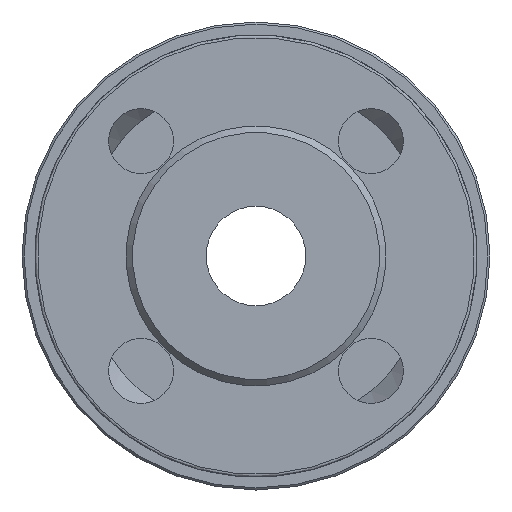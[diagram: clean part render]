
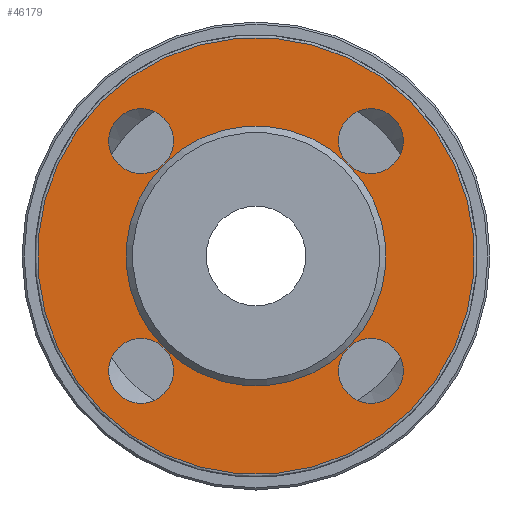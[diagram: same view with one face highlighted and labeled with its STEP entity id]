
A CAD part, front view. The second image highlights one B-rep face of the part: STEP entity #46179.
In plain terms, the highlighted free-form (B-spline) face has degree [1, 1] with [2, 2] control points.
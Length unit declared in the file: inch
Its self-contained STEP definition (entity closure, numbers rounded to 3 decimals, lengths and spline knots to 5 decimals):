
#46052=CARTESIAN_POINT('',(3.97839,-10.7367,23.17359));
#46053=VERTEX_POINT('',#46052);
#46054=CARTESIAN_POINT('',(2.49347,-9.25177,23.17359));
#46055=DIRECTION('',(0.,0.,1.));
#46056=DIRECTION('',(-0.707,0.707,0.));
#46057=AXIS2_PLACEMENT_3D('',#46054,#46055,#46056);
#46058=CIRCLE('',#46057,2.1);
#46059=EDGE_CURVE('',#46053,#46053,#46058,.T.);
#46105=CARTESIAN_POINT('',(6.69347,-9.25177,23.17359));
#46106=CARTESIAN_POINT('',(2.49347,-5.05177,23.17359));
#46107=CARTESIAN_POINT('',(2.49347,-13.45177,23.17359));
#46108=CARTESIAN_POINT('',(-1.70653,-9.25177,23.17359));
#46109=B_SPLINE_SURFACE_WITH_KNOTS('',1,1,((#46105,#46107),(#46106,#46108)),.UNSPECIFIED.,.F.,.F.,.U.,(2,2),(2,2),(0.0,5.9397),(0.0,5.9397),.UNSPECIFIED.);
#46110=ORIENTED_EDGE('',*,*,#46059,.T.);
#46111=EDGE_LOOP('',(#46110));
#46112=FACE_OUTER_BOUND('',#46111,.T.);
#46113=CARTESIAN_POINT('',(3.37735,-10.13566,23.17359));
#46114=VERTEX_POINT('',#46113);
#46115=CARTESIAN_POINT('',(3.59832,-10.35663,23.17359));
#46116=DIRECTION('',(0.,0.,-1.));
#46117=DIRECTION('',(0.707,-0.707,0.));
#46118=AXIS2_PLACEMENT_3D('',#46115,#46116,#46117);
#46119=CIRCLE('',#46118,0.3125);
#46120=EDGE_CURVE('',#46114,#46114,#46119,.T.);
#46121=ORIENTED_EDGE('',*,*,#46120,.T.);
#46122=CARTESIAN_POINT('',(1.60959,-10.13566,23.17359));
#46123=VERTEX_POINT('',#46122);
#46124=CARTESIAN_POINT('',(2.49347,-9.25177,23.17359));
#46125=DIRECTION('',(0.,0.,1.));
#46126=DIRECTION('',(-0.707,0.707,0.));
#46127=AXIS2_PLACEMENT_3D('',#46124,#46125,#46126);
#46128=CIRCLE('',#46127,1.25);
#46129=EDGE_CURVE('',#46123,#46114,#46128,.T.);
#46130=ORIENTED_EDGE('',*,*,#46129,.F.);
#46131=CARTESIAN_POINT('',(1.38862,-10.35663,23.17359));
#46132=DIRECTION('',(0.,0.,-1.));
#46133=DIRECTION('',(0.707,-0.707,0.));
#46134=AXIS2_PLACEMENT_3D('',#46131,#46132,#46133);
#46135=CIRCLE('',#46134,0.3125);
#46136=EDGE_CURVE('',#46123,#46123,#46135,.T.);
#46137=ORIENTED_EDGE('',*,*,#46136,.T.);
#46138=CARTESIAN_POINT('',(1.60959,-8.36789,23.17359));
#46139=VERTEX_POINT('',#46138);
#46140=CARTESIAN_POINT('',(2.49347,-9.25177,23.17359));
#46141=DIRECTION('',(0.,0.,1.));
#46142=DIRECTION('',(-0.707,0.707,0.));
#46143=AXIS2_PLACEMENT_3D('',#46140,#46141,#46142);
#46144=CIRCLE('',#46143,1.25);
#46145=EDGE_CURVE('',#46139,#46123,#46144,.T.);
#46146=ORIENTED_EDGE('',*,*,#46145,.F.);
#46147=CARTESIAN_POINT('',(1.38862,-8.14692,23.17359));
#46148=DIRECTION('',(0.,0.,1.));
#46149=DIRECTION('',(0.707,-0.707,0.));
#46150=AXIS2_PLACEMENT_3D('',#46147,#46148,#46149);
#46151=CIRCLE('',#46150,0.3125);
#46152=EDGE_CURVE('',#46139,#46139,#46151,.T.);
#46153=ORIENTED_EDGE('',*,*,#46152,.F.);
#46154=CARTESIAN_POINT('',(3.37735,-8.36789,23.17359));
#46155=VERTEX_POINT('',#46154);
#46156=CARTESIAN_POINT('',(2.49347,-9.25177,23.17359));
#46157=DIRECTION('',(0.,0.,1.));
#46158=DIRECTION('',(-0.707,0.707,0.));
#46159=AXIS2_PLACEMENT_3D('',#46156,#46157,#46158);
#46160=CIRCLE('',#46159,1.25);
#46161=EDGE_CURVE('',#46155,#46139,#46160,.T.);
#46162=ORIENTED_EDGE('',*,*,#46161,.F.);
#46163=CARTESIAN_POINT('',(3.59832,-8.14692,23.17359));
#46164=DIRECTION('',(0.,0.,1.));
#46165=DIRECTION('',(0.707,-0.707,0.));
#46166=AXIS2_PLACEMENT_3D('',#46163,#46164,#46165);
#46167=CIRCLE('',#46166,0.3125);
#46168=EDGE_CURVE('',#46155,#46155,#46167,.T.);
#46169=ORIENTED_EDGE('',*,*,#46168,.F.);
#46170=CARTESIAN_POINT('',(2.49347,-9.25177,23.17359));
#46171=DIRECTION('',(0.,0.,1.));
#46172=DIRECTION('',(-0.707,0.707,0.));
#46173=AXIS2_PLACEMENT_3D('',#46170,#46171,#46172);
#46174=CIRCLE('',#46173,1.25);
#46175=EDGE_CURVE('',#46114,#46155,#46174,.T.);
#46176=ORIENTED_EDGE('',*,*,#46175,.F.);
#46177=EDGE_LOOP('',(#46121,#46130,#46137,#46146,#46153,#46162,#46169,#46176));
#46178=FACE_BOUND('',#46177,.T.);
#46179=ADVANCED_FACE('',(#46112,#46178),#46109,.T.);
